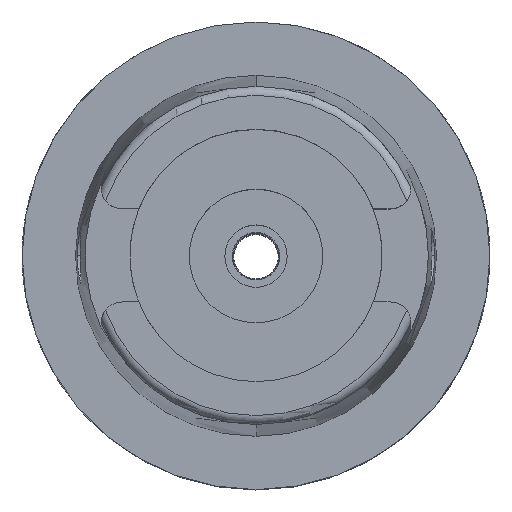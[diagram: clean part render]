
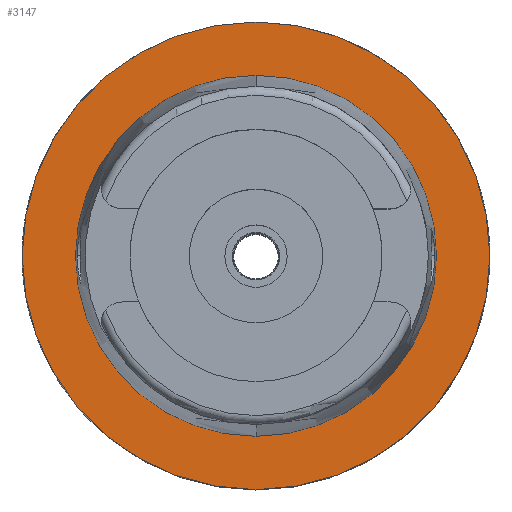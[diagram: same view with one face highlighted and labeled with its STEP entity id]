
A CAD part, top view. The second image highlights one B-rep face of the part: STEP entity #3147.
In plain terms, the highlighted planar face has unit normal (0, 0, 1).
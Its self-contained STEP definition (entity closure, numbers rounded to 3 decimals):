
#661=CARTESIAN_POINT('',(0.,0.,0.));
#662=DIRECTION('',(0.,0.,-1.));
#663=DIRECTION('',(0.,-1.,0.));
#664=AXIS2_PLACEMENT_3D('',#661,#662,#663);
#669=CARTESIAN_POINT('',(0.,0.,0.));
#670=DIRECTION('',(0.,0.,-1.));
#671=DIRECTION('',(0.,1.,0.));
#672=AXIS2_PLACEMENT_3D('',#669,#670,#671);
#677=CARTESIAN_POINT('',(0.,0.,0.));
#678=DIRECTION('',(0.,0.,1.));
#679=DIRECTION('',(0.,-1.,0.));
#680=AXIS2_PLACEMENT_3D('',#677,#678,#679);
#685=CARTESIAN_POINT('',(0.,0.,0.));
#686=DIRECTION('',(0.,0.,1.));
#687=DIRECTION('',(0.,1.,0.));
#688=AXIS2_PLACEMENT_3D('',#685,#686,#687);
#2467=CARTESIAN_POINT('',(0.,-24.315,0.));
#2468=VERTEX_POINT('',#2467);
#2469=CARTESIAN_POINT('',(0.,24.315,0.));
#2470=VERTEX_POINT('',#2469);
#2733=CARTESIAN_POINT('',(0.,31.5,0.));
#2734=VERTEX_POINT('',#2733);
#2735=CARTESIAN_POINT('',(0.,-31.5,0.));
#2736=VERTEX_POINT('',#2735);
#3132=CARTESIAN_POINT('',(0.,0.,0.));
#3133=DIRECTION('',(0.,0.,1.));
#3134=DIRECTION('',(0.,1.,0.));
#3135=AXIS2_PLACEMENT_3D('',#3132,#3133,#3134);
#3136=PLANE('',#3135);
#3138=ORIENTED_EDGE('',*,*,#3137,.T.);
#3140=ORIENTED_EDGE('',*,*,#3139,.T.);
#3141=EDGE_LOOP('',(#3138,#3140));
#3142=FACE_OUTER_BOUND('',#3141,.F.);
#3143=ORIENTED_EDGE('',*,*,#3105,.T.);
#3144=ORIENTED_EDGE('',*,*,#3067,.T.);
#3145=EDGE_LOOP('',(#3143,#3144));
#3146=FACE_BOUND('',#3145,.F.);
#665=CIRCLE('',#664,31.5);
#673=CIRCLE('',#672,31.5);
#681=CIRCLE('',#680,24.315);
#689=CIRCLE('',#688,24.315);
#3067=EDGE_CURVE('',#2470,#2468,#689,.T.);
#3105=EDGE_CURVE('',#2468,#2470,#681,.T.);
#3137=EDGE_CURVE('',#2736,#2734,#665,.T.);
#3139=EDGE_CURVE('',#2734,#2736,#673,.T.);
#3147=ADVANCED_FACE('',(#3142,#3146),#3136,.T.);
